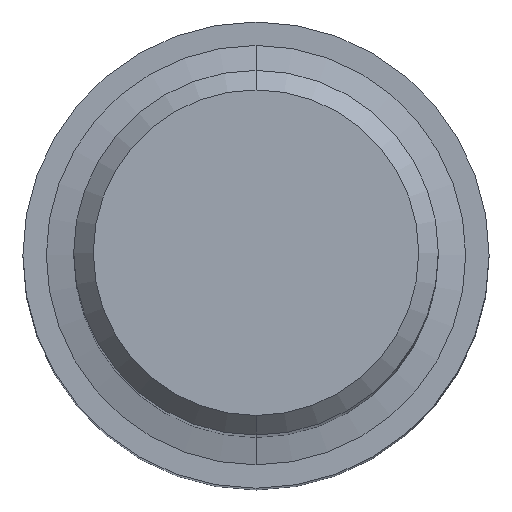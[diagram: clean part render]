
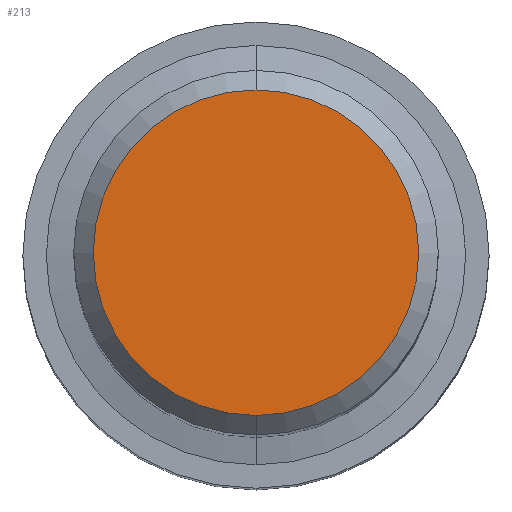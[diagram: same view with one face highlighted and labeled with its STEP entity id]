
A CAD part, top view. The second image highlights one B-rep face of the part: STEP entity #213.
In plain terms, the highlighted planar face has unit normal (0, 0, 1).
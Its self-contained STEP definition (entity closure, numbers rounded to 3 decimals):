
#145=VERTEX_POINT('',#346);
#147=EDGE_CURVE('',#253,#145,#348,.T.);
#213=ADVANCED_FACE('',(#421),#422,.T.);
#241=EDGE_CURVE('',#145,#253,#454,.T.);
#253=VERTEX_POINT('',#467);
#346=CARTESIAN_POINT('',(0.0,6.65,0.0));
#348=CIRCLE('',#573,6.65);
#421=FACE_OUTER_BOUND('',#670,.T.);
#422=PLANE('',#671);
#454=CIRCLE('',#712,6.65);
#467=CARTESIAN_POINT('',(0.,-6.65,0.0));
#573=AXIS2_PLACEMENT_3D('',#832,#833,#834);
#670=EDGE_LOOP('',(#917,#918));
#671=AXIS2_PLACEMENT_3D('',#919,#920,#921);
#712=AXIS2_PLACEMENT_3D('',#959,#960,#961);
#832=CARTESIAN_POINT('',(0.0,0.0,0.0));
#833=DIRECTION('',(0.0,0.0,-1.0));
#834=DIRECTION('',(0.0,1.0,0.0));
#917=ORIENTED_EDGE('',*,*,#241,.F.);
#918=ORIENTED_EDGE('',*,*,#147,.F.);
#919=CARTESIAN_POINT('',(0.0,3.325,0.0));
#920=DIRECTION('',(-0.0,0.0,1.0));
#921=DIRECTION('',(0.0,-1.0,0.0));
#959=CARTESIAN_POINT('',(0.0,0.0,0.0));
#960=DIRECTION('',(0.0,0.0,-1.0));
#961=DIRECTION('',(0.0,1.0,0.0));
